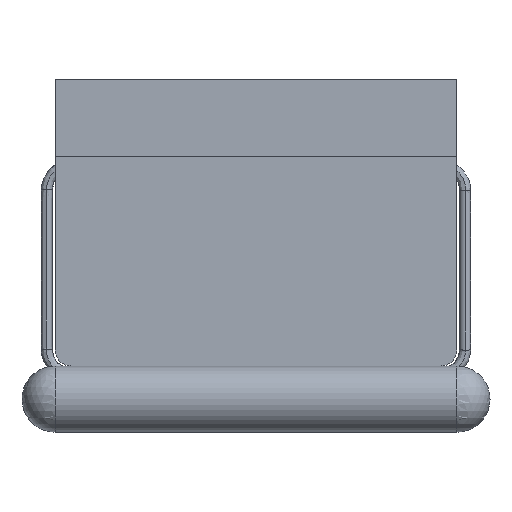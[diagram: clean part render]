
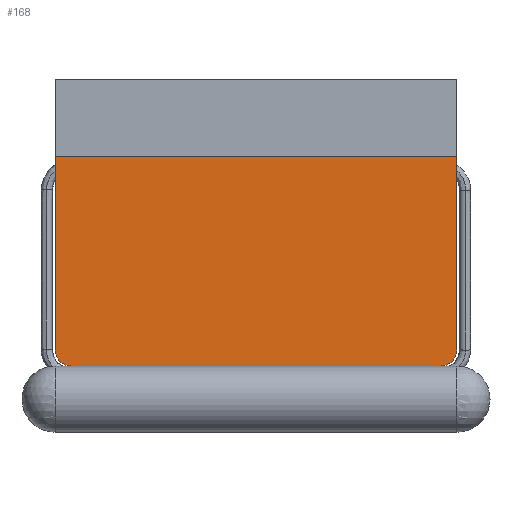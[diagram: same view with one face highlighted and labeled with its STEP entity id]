
A CAD part, front view. The second image highlights one B-rep face of the part: STEP entity #168.
In plain terms, the highlighted planar face has unit normal (0, -1, 0).
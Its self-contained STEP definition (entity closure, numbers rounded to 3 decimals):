
#168=ADVANCED_FACE('',(#342),#343,.F.);
#342=FACE_OUTER_BOUND('',#5975,.T.);
#343=PLANE('',#5976);
#5975=EDGE_LOOP('',(#6253,#6254,#6255,#6256,#6257,#6258));
#5976=AXIS2_PLACEMENT_3D('',#6259,#6260,#6261);
#6253=ORIENTED_EDGE('',*,*,#6558,.T.);
#6254=ORIENTED_EDGE('',*,*,#6559,.T.);
#6255=ORIENTED_EDGE('',*,*,#6560,.T.);
#6256=ORIENTED_EDGE('',*,*,#6561,.T.);
#6257=ORIENTED_EDGE('',*,*,#6562,.F.);
#6258=ORIENTED_EDGE('',*,*,#6563,.F.);
#6259=CARTESIAN_POINT('',(-0.73,-0.98,0.7));
#6260=DIRECTION('',(-0.0,1.0,0.0));
#6261=DIRECTION('',(1.0,0.0,0.0));
#6558=EDGE_CURVE('',#6834,#6835,#6836,.T.);
#6559=EDGE_CURVE('',#6835,#6837,#6838,.F.);
#6560=EDGE_CURVE('',#6837,#6839,#6840,.T.);
#6561=EDGE_CURVE('',#6839,#6841,#6842,.F.);
#6562=EDGE_CURVE('',#6843,#6841,#6844,.T.);
#6563=EDGE_CURVE('',#6834,#6843,#6845,.T.);
#6834=VERTEX_POINT('',#7996);
#6835=VERTEX_POINT('',#7997);
#6836=LINE('',#7998,#7999);
#6837=VERTEX_POINT('',#8000);
#6838=CIRCLE('',#8001,0.06);
#6839=VERTEX_POINT('',#8002);
#6840=LINE('',#8003,#8004);
#6841=VERTEX_POINT('',#8005);
#6842=CIRCLE('',#8006,0.06);
#6843=VERTEX_POINT('',#8007);
#6844=LINE('',#8008,#8009);
#6845=LINE('',#8010,#8011);
#7996=CARTESIAN_POINT('',(-0.73,-0.98,1.0));
#7997=CARTESIAN_POINT('',(-0.73,-0.98,0.06));
#7998=CARTESIAN_POINT('',(-0.73,-0.98,0.7));
#7999=VECTOR('',#8272,1000.0);
#8000=CARTESIAN_POINT('',(-0.67,-0.98,0.0));
#8001=AXIS2_PLACEMENT_3D('',#8273,#8274,#8275);
#8002=CARTESIAN_POINT('',(0.67,-0.98,0.0));
#8003=CARTESIAN_POINT('',(-0.73,-0.98,0.0));
#8004=VECTOR('',#8276,1000.0);
#8005=CARTESIAN_POINT('',(0.73,-0.98,0.06));
#8006=AXIS2_PLACEMENT_3D('',#8277,#8278,#8279);
#8007=CARTESIAN_POINT('',(0.73,-0.98,1.0));
#8008=CARTESIAN_POINT('',(0.73,-0.98,0.7));
#8009=VECTOR('',#8280,1000.0);
#8010=CARTESIAN_POINT('',(-0.73,-0.98,1.0));
#8011=VECTOR('',#8281,1000.0);
#8272=DIRECTION('',(0.0,0.0,-1.0));
#8273=CARTESIAN_POINT('',(-0.67,-0.98,0.06));
#8274=DIRECTION('',(0.0,1.0,0.0));
#8275=DIRECTION('',(0.0,0.0,1.0));
#8276=DIRECTION('',(1.0,0.0,0.0));
#8277=CARTESIAN_POINT('',(0.67,-0.98,0.06));
#8278=DIRECTION('',(0.0,1.0,0.0));
#8279=DIRECTION('',(0.0,0.0,1.0));
#8280=DIRECTION('',(0.0,0.0,-1.0));
#8281=DIRECTION('',(1.0,0.,0.0));
